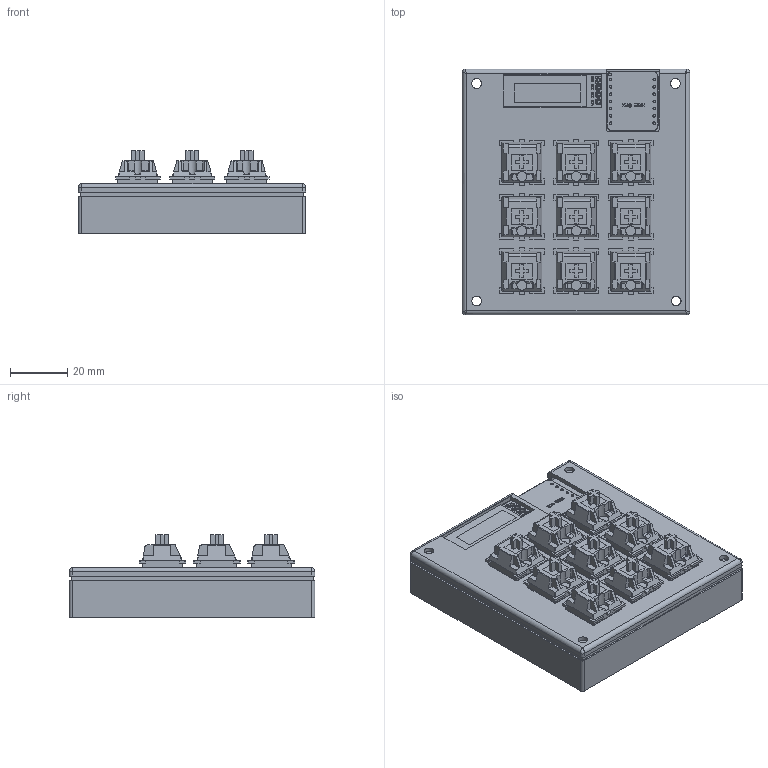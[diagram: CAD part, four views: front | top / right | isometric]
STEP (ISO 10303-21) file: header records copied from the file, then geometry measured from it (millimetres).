
FILE_DESCRIPTION(/* description */ (''),/* implementation_level */ '2;1');
FILE_NAME(/* name */ 'case-cad.step',/* time_stamp */ '2025-07-01T13:47:38-05:00',/* author */ (''),/* organization */ (''),/* preprocessor_version */ 'ST-DEVELOPER v20.1',/* originating_system */ 'Autodesk Translation Framework v14.10.0.0',/* authorisation */ '');
FILE_SCHEMA (('AUTOMOTIVE_DESIGN { 1 0 10303 214 3 1 1 }'));
Length unit declared in the file: millimetre
Products named in the file (51): 2025-06-23-19-33-15-199; 2025-06-23-20-13-43-462; 2025-06-23-20-13-57-276; 2025-06-26-00-48-31-062; 2025-06-26-00-48-31-063; 2025-06-26-00-48-31-064; 2025-06-26-00-48-31-065; 2025-06-26-00-48-31-066; 2025-06-26-00-48-31-067; 2025-06-26-00-48-31-068; 2025-06-26-00-48-31-069; 2025-06-26-00-48-31-070; 2025-06-26-00-48-31-071; 2025-06-26-00-48-31-072; 2025-06-26-00-48-31-073; 2025-06-26-00-48-31-074; 2025-06-26-00-48-31-075; 2025-06-26-00-48-31-076; 2025-06-26-00-48-31-077; 2025-06-26-00-48-31-078; 2025-06-26-00-48-31-079; 2025-06-26-00-48-31-080; 2025-06-26-00-48-31-083; 2025-06-26-00-48-31-084; 2025-06-26-00-48-31-087; 2025-06-26-00-48-31-091; 2025-06-26-00-48-31-092; 2025-06-26-00-48-31-093; 2025-06-26-00-48-31-094; 2025-06-26-00-48-31-084_1; 2025-06-26-00-48-31-084_2; 2025-06-26-00-48-31-087_1; 2025-06-26-00-48-31-087_2; 2025-06-26-00-48-31-084_3; 2025-06-26-00-48-31-087_3; 2025-06-26-00-48-31-087_4; 2025-06-26-00-48-31-084_4; 2025-06-26-00-48-31-084_5; 2025-06-26-00-48-31-087_5; 2025-06-26-00-48-31-087_6 ...
Assembly tree (90 placements, depth 5):
  2025-06-23-19-33-15-199
    2025-06-23-20-13-43-462
    2025-06-23-20-13-57-276
      2025-06-26-00-48-31-062
        2025-06-26-00-48-31-063
          2025-06-26-00-48-31-064
          2025-06-26-00-48-31-065
          2025-06-26-00-48-31-066
          2025-06-26-00-48-31-067
          2025-06-26-00-48-31-068
          2025-06-26-00-48-31-069
          2025-06-26-00-48-31-070
          2025-06-26-00-48-31-071
          2025-06-26-00-48-31-072
          2025-06-26-00-48-31-073
          2025-06-26-00-48-31-074
          2025-06-26-00-48-31-075
          2025-06-26-00-48-31-076
          2025-06-26-00-48-31-077
          2025-06-26-00-48-31-078
          2025-06-26-00-48-31-079
          2025-06-26-00-48-31-080
          2025-06-26-00-48-31-083
        2025-06-26-00-48-31-084
          2025-06-26-00-48-31-085
          2025-06-26-00-48-31-086
        2025-06-26-00-48-31-087
          2025-06-26-00-48-31-088
          2025-06-26-00-48-31-089
        2025-06-26-00-48-31-090  x9
        2025-06-26-00-48-31-091
        2025-06-26-00-48-31-092
        2025-06-26-00-48-31-093
        2025-06-26-00-48-31-094
        2025-06-26-00-48-31-084_1
          2025-06-26-00-48-31-085
          2025-06-26-00-48-31-086
        2025-06-26-00-48-31-084_2
          2025-06-26-00-48-31-085
          2025-06-26-00-48-31-086
        2025-06-26-00-48-31-087_1
          2025-06-26-00-48-31-088
          2025-06-26-00-48-31-089
        2025-06-26-00-48-31-087_2
          2025-06-26-00-48-31-088
          2025-06-26-00-48-31-089
        2025-06-26-00-48-31-084_3
          2025-06-26-00-48-31-085
          2025-06-26-00-48-31-086
        2025-06-26-00-48-31-087_3
          2025-06-26-00-48-31-088
          2025-06-26-00-48-31-089
        2025-06-26-00-48-31-087_4
          2025-06-26-00-48-31-088
          2025-06-26-00-48-31-089
        2025-06-26-00-48-31-084_4
          2025-06-26-00-48-31-085
          2025-06-26-00-48-31-086
        2025-06-26-00-48-31-084_5
          2025-06-26-00-48-31-085
Bounding box: 79.6 x 86 x 29.02 mm (x, y, z)
Volume: 88869.4 mm3; surface area: 76633 mm2
Topology: 157 solids, 277 shells, 2710 faces, 9227 edges, 7075 vertices
Faces by surface type: plane 1963, cylinder 461, bspline 203, torus 38, cone 27, sphere 18
Full cylindrical faces by diameter (mm): 0.3 x7, 0.5 x31, 0.7 x2, 0.8 x18, 0.889 x14, 1 x13, 1.44 x1, 1.5 x22, 1.6 x20, 1.7 x18, 2 x18, 2.02 x9, 2.2 x6, 2.4 x9, 3 x4, 3.4 x8, 3.5 x4, 3.85 x9, 4 x9, 6 x4
Entity records: 58951 total; most frequent: CARTESIAN_POINT 14459, DIRECTION 8106, ORIENTED_EDGE 7939, EDGE_CURVE 5335, VERTEX_POINT 4515, LINE 3604, VECTOR 3604, AXIS2_PLACEMENT_3D 2251
